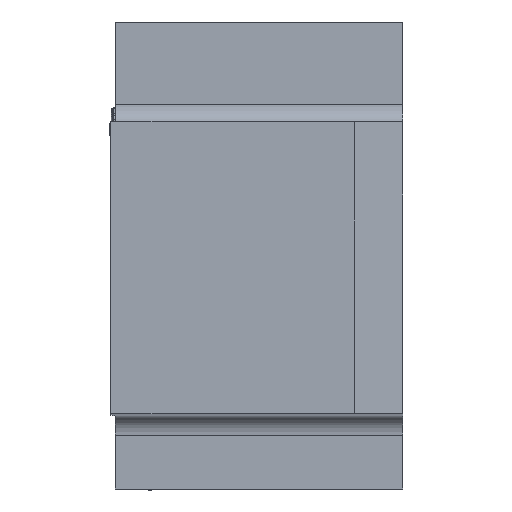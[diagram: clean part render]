
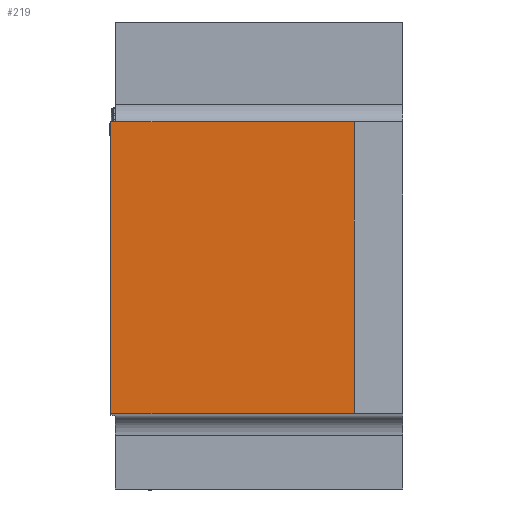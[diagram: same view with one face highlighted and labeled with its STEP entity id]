
A CAD part, top view. The second image highlights one B-rep face of the part: STEP entity #219.
In plain terms, the highlighted planar face has unit normal (0, 0, 1).
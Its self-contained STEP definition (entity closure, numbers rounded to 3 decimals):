
#219=ADVANCED_FACE('CU_BACK_SU1',(#354),#309,.F.);
#309=PLANE('',#2017);
#354=FACE_OUTER_BOUND('',#446,.T.);
#446=EDGE_LOOP('',(#694,#695,#696,#697));
#694=ORIENTED_EDGE('',*,*,#1285,.T.);
#695=ORIENTED_EDGE('',*,*,#1366,.T.);
#696=ORIENTED_EDGE('',*,*,#1295,.T.);
#697=ORIENTED_EDGE('',*,*,#1367,.F.);
#1114=VERTEX_POINT('',#2702);
#1115=VERTEX_POINT('',#2704);
#1119=VERTEX_POINT('',#2714);
#1123=VERTEX_POINT('',#2722);
#1285=EDGE_CURVE('',#1115,#1114,#1540,.T.);
#1295=EDGE_CURVE('',#1119,#1123,#1548,.T.);
#1366=EDGE_CURVE('',#1114,#1119,#1589,.T.);
#1367=EDGE_CURVE('',#1115,#1123,#1590,.T.);
#1540=LINE('',#2703,#1695);
#1548=LINE('',#2723,#1703);
#1589=LINE('',#2901,#1744);
#1590=LINE('',#2902,#1745);
#1695=VECTOR('',#2176,1.);
#1703=VECTOR('',#2190,1.);
#1744=VECTOR('',#2299,1.);
#1745=VECTOR('',#2300,1.);
#2017=AXIS2_PLACEMENT_3D('',#2903,#2301,#2302);
#2176=DIRECTION('',(1.,0.,0.));
#2190=DIRECTION('',(-1.,0.,0.));
#2299=DIRECTION('',(0.,1.,0.));
#2300=DIRECTION('',(0.,1.,0.));
#2301=DIRECTION('',(0.,0.,-1.));
#2302=DIRECTION('',(-1.,0.,0.));
#2702=CARTESIAN_POINT('',(-1.983,0.,0.));
#2703=CARTESIAN_POINT('',(22.596,0.,0.));
#2704=CARTESIAN_POINT('',(-11.925,0.,0.));
#2714=CARTESIAN_POINT('',(-1.983,11.925,0.));
#2722=CARTESIAN_POINT('',(-11.925,11.925,0.));
#2723=CARTESIAN_POINT('',(22.596,11.925,0.));
#2901=CARTESIAN_POINT('',(-1.983,0.,0.));
#2902=CARTESIAN_POINT('',(-11.925,31.925,0.));
#2903=CARTESIAN_POINT('',(22.596,31.925,0.));
